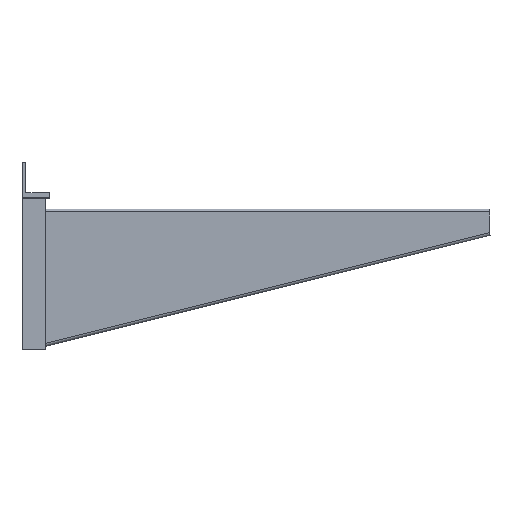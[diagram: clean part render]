
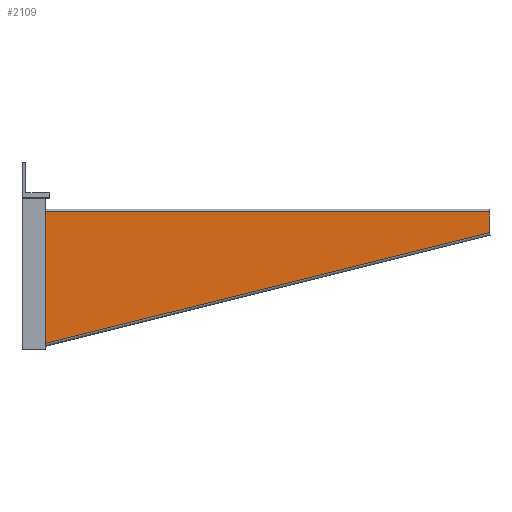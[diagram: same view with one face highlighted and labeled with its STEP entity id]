
A CAD part, top view. The second image highlights one B-rep face of the part: STEP entity #2109.
In plain terms, the highlighted planar face has unit normal (0, 0, 1).
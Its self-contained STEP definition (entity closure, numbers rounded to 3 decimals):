
#1836=DIRECTION('',(0.,1.,0.));
#1837=VECTOR('',#1836,239.683);
#1838=CARTESIAN_POINT('',(-158.,-264.683,0.));
#1839=LINE('',#1838,#1837);
#1840=DIRECTION('',(1.,0.,0.));
#1841=VECTOR('',#1840,810.);
#1842=CARTESIAN_POINT('',(-158.,-25.,0.));
#1843=LINE('',#1842,#1841);
#1844=DIRECTION('',(0.,1.,0.));
#1845=VECTOR('',#1844,37.847);
#1846=CARTESIAN_POINT('',(652.,-62.847,0.));
#1847=LINE('',#1846,#1845);
#1878=CARTESIAN_POINT('',(-158.,-264.683,0.));
#1880=DIRECTION('',(0.97,0.242,0.));
#1881=VECTOR('',#1880,834.768);
#1882=CARTESIAN_POINT('',(-158.,-264.683,0.));
#1883=LINE('',#1882,#1881);
#2009=CARTESIAN_POINT('',(652.,-25.,0.));
#2010=VERTEX_POINT('',#2009);
#2013=CARTESIAN_POINT('',(652.,-62.847,0.));
#2014=VERTEX_POINT('',#2013);
#2038=CARTESIAN_POINT('',(-158.,-25.,0.));
#2039=VERTEX_POINT('',#2038);
#2041=VERTEX_POINT('',#1878);
#2095=CARTESIAN_POINT('',(42.,-20.,0.));
#2096=DIRECTION('',(0.,0.,1.));
#2097=DIRECTION('',(1.,0.,0.));
#2098=AXIS2_PLACEMENT_3D('',#2095,#2096,#2097);
#2099=PLANE('',#2098);
#2101=ORIENTED_EDGE('',*,*,#2100,.T.);
#2102=ORIENTED_EDGE('',*,*,#2085,.T.);
#2104=ORIENTED_EDGE('',*,*,#2103,.F.);
#2106=ORIENTED_EDGE('',*,*,#2105,.F.);
#2107=EDGE_LOOP('',(#2101,#2102,#2104,#2106));
#2108=FACE_OUTER_BOUND('',#2107,.F.);
#2109=ADVANCED_FACE('',(#2108),#2099,.T.);
#2085=EDGE_CURVE('',#2039,#2010,#1843,.T.);
#2100=EDGE_CURVE('',#2041,#2039,#1839,.T.);
#2103=EDGE_CURVE('',#2014,#2010,#1847,.T.);
#2105=EDGE_CURVE('',#2041,#2014,#1883,.T.);
